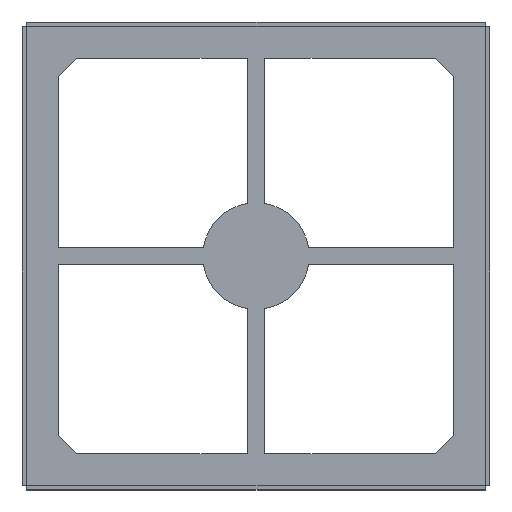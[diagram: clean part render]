
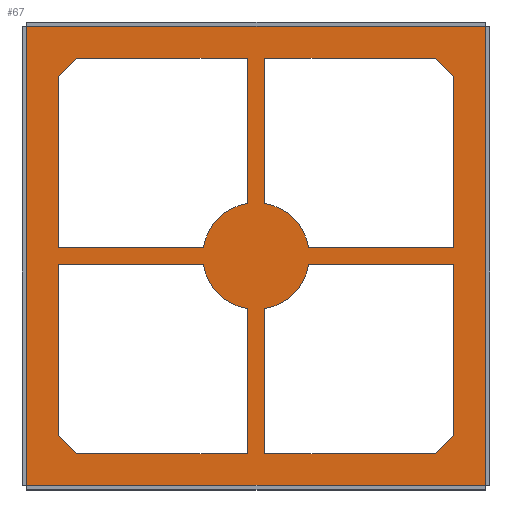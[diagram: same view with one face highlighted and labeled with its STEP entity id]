
A CAD part, top view. The second image highlights one B-rep face of the part: STEP entity #67.
In plain terms, the highlighted planar face has unit normal (0, 0, 1).
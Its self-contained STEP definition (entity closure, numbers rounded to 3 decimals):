
#67=ADVANCED_FACE('',(#631,#633,#635,#637,#639),#641,.T.);
#631=FACE_BOUND('',#632,.T.);
#632=EDGE_LOOP('',(#1094,#1095,#1096,#1097));
#633=FACE_BOUND('',#634,.T.);
#634=EDGE_LOOP('',(#1098,#1099,#1100,#1101,#1102,#1103));
#635=FACE_BOUND('',#636,.T.);
#636=EDGE_LOOP('',(#1104,#1105,#1106,#1107,#1108,#1109));
#637=FACE_BOUND('',#638,.T.);
#638=EDGE_LOOP('',(#1110,#1111,#1112,#1113,#1114,#1115));
#639=FACE_BOUND('',#640,.T.);
#640=EDGE_LOOP('',(#1116,#1117,#1118,#1119,#1120,#1121));
#641=PLANE('',#642);
#642=AXIS2_PLACEMENT_3D('',#643,#644,#645);
#643=CARTESIAN_POINT('',(0.,0.,0.25));
#644=DIRECTION('',(0.,0.,1.));
#645=DIRECTION('',(-1.,0.,0.));
#1094=ORIENTED_EDGE('',*,*,#1390,.T.);
#1095=ORIENTED_EDGE('',*,*,#1391,.T.);
#1096=ORIENTED_EDGE('',*,*,#1392,.T.);
#1097=ORIENTED_EDGE('',*,*,#1393,.T.);
#1098=ORIENTED_EDGE('',*,*,#1394,.T.);
#1099=ORIENTED_EDGE('',*,*,#1395,.T.);
#1100=ORIENTED_EDGE('',*,*,#1396,.T.);
#1101=ORIENTED_EDGE('',*,*,#1397,.T.);
#1102=ORIENTED_EDGE('',*,*,#1398,.T.);
#1103=ORIENTED_EDGE('',*,*,#1399,.T.);
#1104=ORIENTED_EDGE('',*,*,#1400,.T.);
#1105=ORIENTED_EDGE('',*,*,#1401,.T.);
#1106=ORIENTED_EDGE('',*,*,#1402,.T.);
#1107=ORIENTED_EDGE('',*,*,#1403,.T.);
#1108=ORIENTED_EDGE('',*,*,#1404,.T.);
#1109=ORIENTED_EDGE('',*,*,#1405,.T.);
#1110=ORIENTED_EDGE('',*,*,#1406,.T.);
#1111=ORIENTED_EDGE('',*,*,#1407,.T.);
#1112=ORIENTED_EDGE('',*,*,#1408,.T.);
#1113=ORIENTED_EDGE('',*,*,#1409,.T.);
#1114=ORIENTED_EDGE('',*,*,#1410,.T.);
#1115=ORIENTED_EDGE('',*,*,#1411,.T.);
#1116=ORIENTED_EDGE('',*,*,#1412,.T.);
#1117=ORIENTED_EDGE('',*,*,#1413,.T.);
#1118=ORIENTED_EDGE('',*,*,#1414,.T.);
#1119=ORIENTED_EDGE('',*,*,#1415,.T.);
#1120=ORIENTED_EDGE('',*,*,#1416,.T.);
#1121=ORIENTED_EDGE('',*,*,#1417,.T.);
#1390=EDGE_CURVE('',#1566,#1567,#1568,.T.);
#1391=EDGE_CURVE('',#1567,#1569,#1570,.T.);
#1392=EDGE_CURVE('',#1569,#1571,#1572,.T.);
#1393=EDGE_CURVE('',#1571,#1566,#1573,.T.);
#1394=EDGE_CURVE('',#1574,#1575,#1576,.T.);
#1395=EDGE_CURVE('',#1575,#1577,#1578,.F.);
#1396=EDGE_CURVE('',#1577,#1579,#1580,.F.);
#1397=EDGE_CURVE('',#1579,#1581,#1582,.F.);
#1398=EDGE_CURVE('',#1581,#1583,#1584,.F.);
#1399=EDGE_CURVE('',#1583,#1574,#1585,.F.);
#1400=EDGE_CURVE('',#1586,#1587,#1588,.T.);
#1401=EDGE_CURVE('',#1587,#1589,#1590,.F.);
#1402=EDGE_CURVE('',#1589,#1591,#1592,.F.);
#1403=EDGE_CURVE('',#1591,#1593,#1594,.F.);
#1404=EDGE_CURVE('',#1593,#1595,#1596,.F.);
#1405=EDGE_CURVE('',#1595,#1586,#1597,.F.);
#1406=EDGE_CURVE('',#1598,#1599,#1600,.T.);
#1407=EDGE_CURVE('',#1599,#1601,#1602,.F.);
#1408=EDGE_CURVE('',#1601,#1603,#1604,.F.);
#1409=EDGE_CURVE('',#1603,#1605,#1606,.F.);
#1410=EDGE_CURVE('',#1605,#1607,#1608,.F.);
#1411=EDGE_CURVE('',#1607,#1598,#1609,.F.);
#1412=EDGE_CURVE('',#1610,#1611,#1612,.T.);
#1413=EDGE_CURVE('',#1611,#1613,#1614,.F.);
#1414=EDGE_CURVE('',#1613,#1615,#1616,.F.);
#1415=EDGE_CURVE('',#1615,#1617,#1618,.F.);
#1416=EDGE_CURVE('',#1617,#1619,#1620,.F.);
#1417=EDGE_CURVE('',#1619,#1610,#1621,.F.);
#1566=VERTEX_POINT('',#1862);
#1567=VERTEX_POINT('',#1863);
#1568=LINE('',#1864,#1865);
#1569=VERTEX_POINT('',#1867);
#1570=LINE('',#1868,#1869);
#1571=VERTEX_POINT('',#1871);
#1572=LINE('',#1872,#1873);
#1573=LINE('',#1875,#1876);
#1574=VERTEX_POINT('',#1878);
#1575=VERTEX_POINT('',#1879);
#1576=CIRCLE('',#1880,2.995);
#1577=VERTEX_POINT('',#1884);
#1578=LINE('',#1885,#1886);
#1579=VERTEX_POINT('',#1888);
#1580=LINE('',#1889,#1890);
#1581=VERTEX_POINT('',#1892);
#1582=LINE('',#1893,#1894);
#1583=VERTEX_POINT('',#1896);
#1584=LINE('',#1897,#1898);
#1585=LINE('',#1900,#1901);
#1586=VERTEX_POINT('',#1903);
#1587=VERTEX_POINT('',#1904);
#1588=CIRCLE('',#1905,2.995);
#1589=VERTEX_POINT('',#1909);
#1590=LINE('',#1910,#1911);
#1591=VERTEX_POINT('',#1913);
#1592=LINE('',#1914,#1915);
#1593=VERTEX_POINT('',#1917);
#1594=LINE('',#1918,#1919);
#1595=VERTEX_POINT('',#1921);
#1596=LINE('',#1922,#1923);
#1597=LINE('',#1925,#1926);
#1598=VERTEX_POINT('',#1928);
#1599=VERTEX_POINT('',#1929);
#1600=CIRCLE('',#1930,2.995);
#1601=VERTEX_POINT('',#1934);
#1602=LINE('',#1935,#1936);
#1603=VERTEX_POINT('',#1938);
#1604=LINE('',#1939,#1940);
#1605=VERTEX_POINT('',#1942);
#1606=LINE('',#1943,#1944);
#1607=VERTEX_POINT('',#1946);
#1608=LINE('',#1947,#1948);
#1609=LINE('',#1950,#1951);
#1610=VERTEX_POINT('',#1953);
#1611=VERTEX_POINT('',#1954);
#1612=CIRCLE('',#1955,2.995);
#1613=VERTEX_POINT('',#1959);
#1614=LINE('',#1960,#1961);
#1615=VERTEX_POINT('',#1963);
#1616=LINE('',#1964,#1965);
#1617=VERTEX_POINT('',#1967);
#1618=LINE('',#1968,#1969);
#1619=VERTEX_POINT('',#1971);
#1620=LINE('',#1972,#1973);
#1621=LINE('',#1975,#1976);
#1862=CARTESIAN_POINT('',(-25.76,0.,0.25));
#1863=CARTESIAN_POINT('',(-25.76,-25.76,0.25));
#1864=CARTESIAN_POINT('',(-25.76,0.,0.25));
#1865=VECTOR('',#1866,1.);
#1866=DIRECTION('',(0.,-1.,0.));
#1867=CARTESIAN_POINT('',(0.,-25.76,0.25));
#1868=CARTESIAN_POINT('',(-25.76,-25.76,0.25));
#1869=VECTOR('',#1870,1.);
#1870=DIRECTION('',(1.,0.,0.));
#1871=CARTESIAN_POINT('',(0.,0.,0.25));
#1872=CARTESIAN_POINT('',(0.,-25.76,0.25));
#1873=VECTOR('',#1874,1.);
#1874=DIRECTION('',(0.,1.,0.));
#1875=CARTESIAN_POINT('',(0.,0.,0.25));
#1876=VECTOR('',#1877,1.);
#1877=DIRECTION('',(-1.,0.,0.));
#1878=CARTESIAN_POINT('',(-9.926,-12.385,0.25));
#1879=CARTESIAN_POINT('',(-12.385,-9.926,0.25));
#1880=AXIS2_PLACEMENT_3D('',#1881,#1882,#1883);
#1881=CARTESIAN_POINT('',(-12.88,-12.88,0.25));
#1882=DIRECTION('',(0.,0.,1.));
#1883=DIRECTION('',(0.986,0.165,0.));
#1884=CARTESIAN_POINT('',(-12.385,-1.78,0.25));
#1885=CARTESIAN_POINT('',(-12.385,-1.78,0.25));
#1886=VECTOR('',#1887,1.);
#1887=DIRECTION('',(0.,-1.,0.));
#1888=CARTESIAN_POINT('',(-2.8,-1.78,0.25));
#1889=CARTESIAN_POINT('',(-2.8,-1.78,0.25));
#1890=VECTOR('',#1891,1.);
#1891=DIRECTION('',(-1.,0.,0.));
#1892=CARTESIAN_POINT('',(-1.78,-2.8,0.25));
#1893=CARTESIAN_POINT('',(-1.78,-2.8,0.25));
#1894=VECTOR('',#1895,1.);
#1895=DIRECTION('',(-0.707,0.707,0.));
#1896=CARTESIAN_POINT('',(-1.78,-12.385,0.25));
#1897=CARTESIAN_POINT('',(-1.78,-12.385,0.25));
#1898=VECTOR('',#1899,1.);
#1899=DIRECTION('',(0.,1.,0.));
#1900=CARTESIAN_POINT('',(-9.926,-12.385,0.25));
#1901=VECTOR('',#1902,1.);
#1902=DIRECTION('',(1.,0.,0.));
#1903=CARTESIAN_POINT('',(-13.375,-9.926,0.25));
#1904=CARTESIAN_POINT('',(-15.834,-12.385,0.25));
#1905=AXIS2_PLACEMENT_3D('',#1906,#1907,#1908);
#1906=CARTESIAN_POINT('',(-12.88,-12.88,0.25));
#1907=DIRECTION('',(0.,0.,1.));
#1908=DIRECTION('',(-0.165,0.986,0.));
#1909=CARTESIAN_POINT('',(-23.98,-12.385,0.25));
#1910=CARTESIAN_POINT('',(-23.98,-12.385,0.25));
#1911=VECTOR('',#1912,1.);
#1912=DIRECTION('',(1.,0.,0.));
#1913=CARTESIAN_POINT('',(-23.98,-2.8,0.25));
#1914=CARTESIAN_POINT('',(-23.98,-2.8,0.25));
#1915=VECTOR('',#1916,1.);
#1916=DIRECTION('',(0.,-1.,0.));
#1917=CARTESIAN_POINT('',(-22.96,-1.78,0.25));
#1918=CARTESIAN_POINT('',(-22.96,-1.78,0.25));
#1919=VECTOR('',#1920,1.);
#1920=DIRECTION('',(-0.707,-0.707,0.));
#1921=CARTESIAN_POINT('',(-13.375,-1.78,0.25));
#1922=CARTESIAN_POINT('',(-13.375,-1.78,0.25));
#1923=VECTOR('',#1924,1.);
#1924=DIRECTION('',(-1.,0.,0.));
#1925=CARTESIAN_POINT('',(-13.375,-9.926,0.25));
#1926=VECTOR('',#1927,1.);
#1927=DIRECTION('',(0.,1.,0.));
#1928=CARTESIAN_POINT('',(-15.834,-13.375,0.25));
#1929=CARTESIAN_POINT('',(-13.375,-15.834,0.25));
#1930=AXIS2_PLACEMENT_3D('',#1931,#1932,#1933);
#1931=CARTESIAN_POINT('',(-12.88,-12.88,0.25));
#1932=DIRECTION('',(0.,0.,1.));
#1933=DIRECTION('',(-0.986,-0.165,0.));
#1934=CARTESIAN_POINT('',(-13.375,-23.98,0.25));
#1935=CARTESIAN_POINT('',(-13.375,-23.98,0.25));
#1936=VECTOR('',#1937,1.);
#1937=DIRECTION('',(0.,1.,0.));
#1938=CARTESIAN_POINT('',(-22.96,-23.98,0.25));
#1939=CARTESIAN_POINT('',(-22.96,-23.98,0.25));
#1940=VECTOR('',#1941,1.);
#1941=DIRECTION('',(1.,0.,0.));
#1942=CARTESIAN_POINT('',(-23.98,-22.96,0.25));
#1943=CARTESIAN_POINT('',(-23.98,-22.96,0.25));
#1944=VECTOR('',#1945,1.);
#1945=DIRECTION('',(0.707,-0.707,0.));
#1946=CARTESIAN_POINT('',(-23.98,-13.375,0.25));
#1947=CARTESIAN_POINT('',(-23.98,-13.375,0.25));
#1948=VECTOR('',#1949,1.);
#1949=DIRECTION('',(0.,-1.,0.));
#1950=CARTESIAN_POINT('',(-15.834,-13.375,0.25));
#1951=VECTOR('',#1952,1.);
#1952=DIRECTION('',(-1.,0.,0.));
#1953=CARTESIAN_POINT('',(-12.385,-15.834,0.25));
#1954=CARTESIAN_POINT('',(-9.926,-13.375,0.25));
#1955=AXIS2_PLACEMENT_3D('',#1956,#1957,#1958);
#1956=CARTESIAN_POINT('',(-12.88,-12.88,0.25));
#1957=DIRECTION('',(0.,0.,1.));
#1958=DIRECTION('',(0.165,-0.986,0.));
#1959=CARTESIAN_POINT('',(-1.78,-13.375,0.25));
#1960=CARTESIAN_POINT('',(-1.78,-13.375,0.25));
#1961=VECTOR('',#1962,1.);
#1962=DIRECTION('',(-1.,0.,0.));
#1963=CARTESIAN_POINT('',(-1.78,-22.96,0.25));
#1964=CARTESIAN_POINT('',(-1.78,-22.96,0.25));
#1965=VECTOR('',#1966,1.);
#1966=DIRECTION('',(0.,1.,0.));
#1967=CARTESIAN_POINT('',(-2.8,-23.98,0.25));
#1968=CARTESIAN_POINT('',(-2.8,-23.98,0.25));
#1969=VECTOR('',#1970,1.);
#1970=DIRECTION('',(0.707,0.707,0.));
#1971=CARTESIAN_POINT('',(-12.385,-23.98,0.25));
#1972=CARTESIAN_POINT('',(-12.385,-23.98,0.25));
#1973=VECTOR('',#1974,1.);
#1974=DIRECTION('',(1.,0.,0.));
#1975=CARTESIAN_POINT('',(-12.385,-15.834,0.25));
#1976=VECTOR('',#1977,1.);
#1977=DIRECTION('',(0.,-1.,0.));
